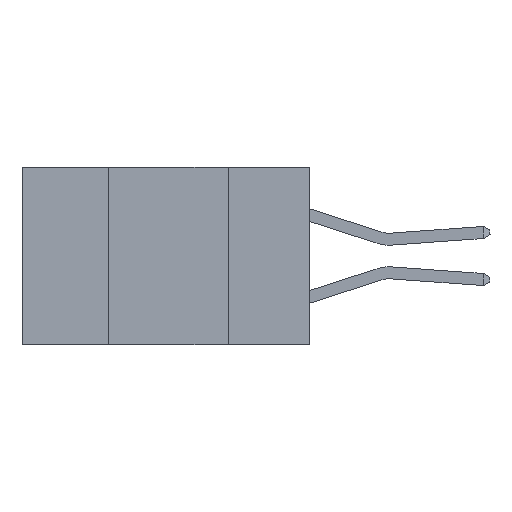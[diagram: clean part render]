
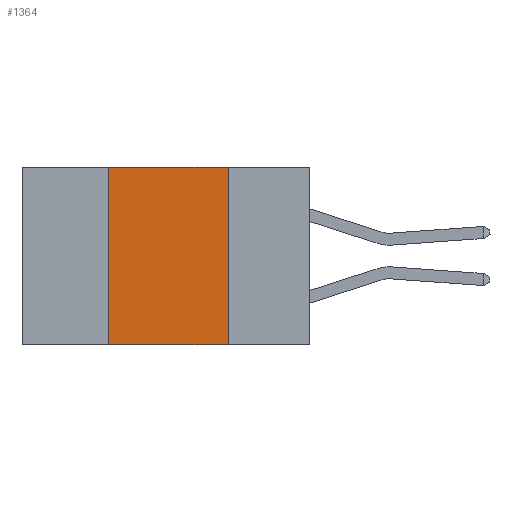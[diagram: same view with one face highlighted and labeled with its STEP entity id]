
A CAD part, left-side view. The second image highlights one B-rep face of the part: STEP entity #1364.
In plain terms, the highlighted planar face has unit normal (-1, 0, 0).
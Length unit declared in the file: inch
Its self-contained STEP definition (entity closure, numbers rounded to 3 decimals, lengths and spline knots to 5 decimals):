
#902 = VECTOR ( 'NONE', #11527, 39.37008 ) ;
#1290 = CARTESIAN_POINT ( 'NONE',  ( 0., 0.6, -0.37 ) ) ;
#1364 = ADVANCED_FACE ( 'NONE', ( #2498 ), #8475, .F. ) ;
#1518 = ORIENTED_EDGE ( 'NONE', *, *, #8742, .F. ) ;
#1606 = EDGE_LOOP ( 'NONE', ( #11528, #1518, #12602, #10096 ) ) ;
#1744 = EDGE_CURVE ( 'NONE', #8796, #2265, #12058, .T. ) ;
#2265 = VERTEX_POINT ( 'NONE', #9889 ) ;
#2498 = FACE_OUTER_BOUND ( 'NONE', #1606, .T. ) ;
#2545 = LINE ( 'NONE', #10193, #4662 ) ;
#2819 = CARTESIAN_POINT ( 'NONE',  ( 0., 0.17, 0. ) ) ;
#2918 = AXIS2_PLACEMENT_3D ( 'NONE', #14199, #14507, #14450 ) ;
#4662 = VECTOR ( 'NONE', #7792, 39.37008 ) ;
#4851 = LINE ( 'NONE', #1290, #11258 ) ;
#5114 = DIRECTION ( 'NONE',  ( 0., 0., 1. ) ) ;
#6982 = CARTESIAN_POINT ( 'NONE',  ( 0., 0.17, -0.37 ) ) ;
#7204 = VERTEX_POINT ( 'NONE', #2819 ) ;
#7403 = LINE ( 'NONE', #11859, #902 ) ;
#7792 = DIRECTION ( 'NONE',  ( 0., 0., -1. ) ) ;
#8475 = PLANE ( 'NONE',  #2918 ) ;
#8596 = DIRECTION ( 'NONE',  ( 0., -1., 0. ) ) ;
#8742 = EDGE_CURVE ( 'NONE', #2265, #7204, #7403, .T. ) ;
#8796 = VERTEX_POINT ( 'NONE', #11228 ) ;
#8955 = VECTOR ( 'NONE', #5114, 39.37008 ) ;
#9889 = CARTESIAN_POINT ( 'NONE',  ( 0., 0.42, 0. ) ) ;
#10096 = ORIENTED_EDGE ( 'NONE', *, *, #11479, .T. ) ;
#10193 = CARTESIAN_POINT ( 'NONE',  ( 0., 0.17, -0.37 ) ) ;
#10585 = VERTEX_POINT ( 'NONE', #6982 ) ;
#10792 = CARTESIAN_POINT ( 'NONE',  ( 0., 0.42, -0.37 ) ) ;
#11228 = CARTESIAN_POINT ( 'NONE',  ( 0., 0.42, -0.37 ) ) ;
#11258 = VECTOR ( 'NONE', #8596, 39.37008 ) ;
#11479 = EDGE_CURVE ( 'NONE', #8796, #10585, #4851, .T. ) ;
#11527 = DIRECTION ( 'NONE',  ( 0., -1., 0. ) ) ;
#11528 = ORIENTED_EDGE ( 'NONE', *, *, #11686, .F. ) ;
#11686 = EDGE_CURVE ( 'NONE', #7204, #10585, #2545, .T. ) ;
#11859 = CARTESIAN_POINT ( 'NONE',  ( 0., 0.6, 0. ) ) ;
#12058 = LINE ( 'NONE', #10792, #8955 ) ;
#12602 = ORIENTED_EDGE ( 'NONE', *, *, #1744, .F. ) ;
#14199 = CARTESIAN_POINT ( 'NONE',  ( 0., 0.6, 0. ) ) ;
#14450 = DIRECTION ( 'NONE',  ( 0., 0., -1. ) ) ;
#14507 = DIRECTION ( 'NONE',  ( 1., 0., 0. ) ) ;
